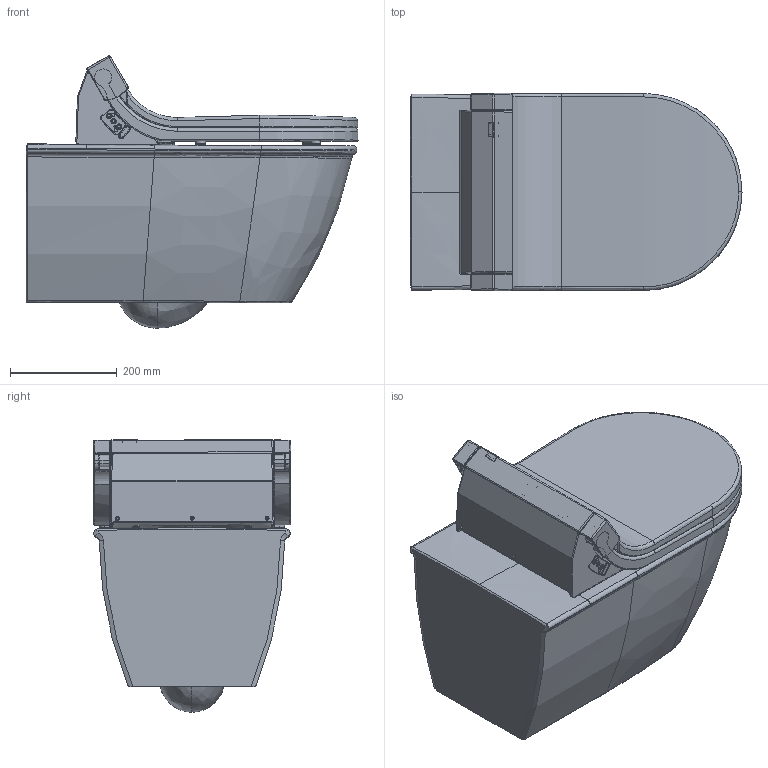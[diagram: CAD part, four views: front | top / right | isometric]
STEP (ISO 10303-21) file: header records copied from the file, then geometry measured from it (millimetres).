
FILE_DESCRIPTION((''),'2;1');
FILE_NAME('254459_610001_e.stp','2014-11-12T20:26:49',('Administrator'),(''),'Autodesk Inventor 2011','Autodesk Inventor 2011','');
FILE_SCHEMA(('CONFIG_CONTROL_DESIGN'));
Length unit declared in the file: millimetre
Products named in the file (12): 254459_610001_e; 254459; 610001_e; COVERS 610001_e; BODY-CASE 610001_e; BUTTON-MEMBRANE 610001_e; INFRARED-LEFT 610001_e; PLATE1 610001_e; PLATE2 610001_e; SEAT-LID 610001_e; TOP-CASE 610001_e; SEAT-BUFFER 610001_e
Assembly tree (14 placements, depth 3):
  254459_610001_e
    254459
    610001_e
      COVERS 610001_e
      BODY-CASE 610001_e
      BUTTON-MEMBRANE 610001_e
      INFRARED-LEFT 610001_e
      PLATE1 610001_e
      PLATE2 610001_e
      SEAT-LID 610001_e
      TOP-CASE 610001_e
      SEAT-BUFFER 610001_e  x4
Bounding box: 622.74 x 370.15 x 510.8 mm (x, y, z)
Volume: 43599694.8 mm3; surface area: 1952144.9 mm2
Topology: 15 solids, 15 shells, 1876 faces, 4721 edges, 2917 vertices
Faces by surface type: plane 663, cylinder 594, bspline 437, torus 71, cone 66, sphere 45
Full cylindrical faces by diameter (mm): 2 x1, 3.2 x2, 5 x2, 7.5 x3, 8 x3, 10 x3, 14 x2, 15.2 x4, 40 x2
Entity records: 102915 total; most frequent: CARTESIAN_POINT 59877, ORIENTED_EDGE 9162, DIRECTION 8043, EDGE_CURVE 4581, AXIS2_PLACEMENT_3D 2897, VERTEX_POINT 2858, VECTOR 2249, LINE 2249
